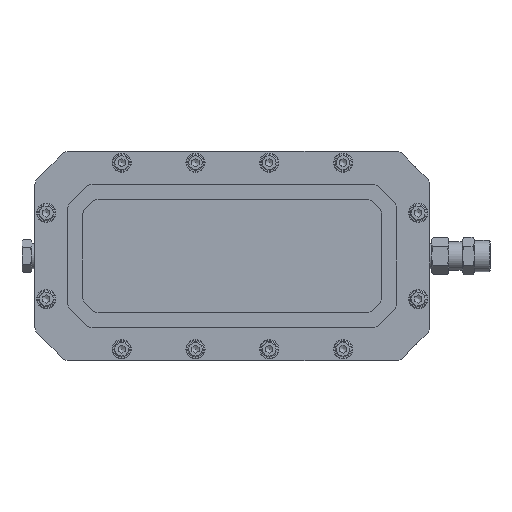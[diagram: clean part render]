
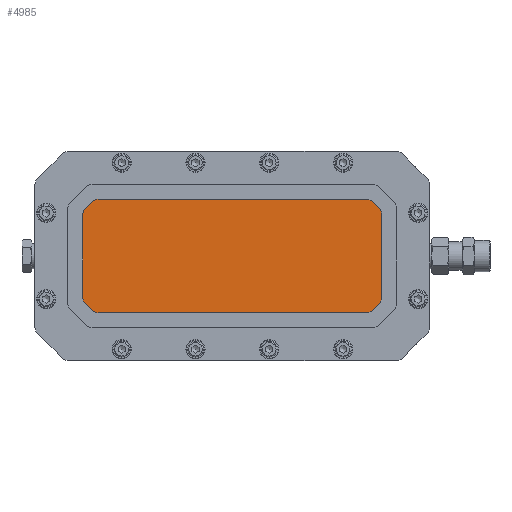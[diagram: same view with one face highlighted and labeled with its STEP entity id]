
A CAD part, top view. The second image highlights one B-rep face of the part: STEP entity #4985.
In plain terms, the highlighted planar face has unit normal (0, 0, 1).
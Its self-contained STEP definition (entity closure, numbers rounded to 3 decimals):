
#4985=ADVANCED_FACE('',(#5187),#5189,.F.);
#5187=FACE_OUTER_BOUND('',#5188,.T.);
#5188=EDGE_LOOP('',(#5904,#5905,#5906,#5907,#5908,#5909,#5910,#5911,#5912,#5913,
#5914,#5915,#5916,#5917,#5918,#5919));
#5189=PLANE('',#5190);
#5190=AXIS2_PLACEMENT_3D('',#5191,#5192,#5193);
#5191=CARTESIAN_POINT('',(0.,0.,-3.));
#5192=DIRECTION('',(-0.,0.,-1.));
#5193=DIRECTION('',(-1.,0.,0.));
#5904=ORIENTED_EDGE('',*,*,#6406,.T.);
#5905=ORIENTED_EDGE('',*,*,#6360,.T.);
#5906=ORIENTED_EDGE('',*,*,#6364,.T.);
#5907=ORIENTED_EDGE('',*,*,#6367,.T.);
#5908=ORIENTED_EDGE('',*,*,#6370,.T.);
#5909=ORIENTED_EDGE('',*,*,#6373,.T.);
#5910=ORIENTED_EDGE('',*,*,#6376,.T.);
#5911=ORIENTED_EDGE('',*,*,#6379,.T.);
#5912=ORIENTED_EDGE('',*,*,#6382,.T.);
#5913=ORIENTED_EDGE('',*,*,#6385,.T.);
#5914=ORIENTED_EDGE('',*,*,#6388,.T.);
#5915=ORIENTED_EDGE('',*,*,#6391,.T.);
#5916=ORIENTED_EDGE('',*,*,#6394,.T.);
#5917=ORIENTED_EDGE('',*,*,#6397,.T.);
#5918=ORIENTED_EDGE('',*,*,#6400,.T.);
#5919=ORIENTED_EDGE('',*,*,#6403,.T.);
#6360=EDGE_CURVE('',#6636,#6637,#6638,.T.);
#6364=EDGE_CURVE('',#6637,#6644,#6645,.F.);
#6367=EDGE_CURVE('',#6644,#6649,#6650,.F.);
#6370=EDGE_CURVE('',#6649,#6654,#6655,.F.);
#6373=EDGE_CURVE('',#6654,#6659,#6660,.T.);
#6376=EDGE_CURVE('',#6659,#6664,#6665,.T.);
#6379=EDGE_CURVE('',#6664,#6669,#6670,.F.);
#6382=EDGE_CURVE('',#6669,#6674,#6675,.F.);
#6385=EDGE_CURVE('',#6674,#6679,#6680,.T.);
#6388=EDGE_CURVE('',#6679,#6684,#6685,.F.);
#6391=EDGE_CURVE('',#6684,#6689,#6690,.F.);
#6394=EDGE_CURVE('',#6689,#6694,#6695,.F.);
#6397=EDGE_CURVE('',#6694,#6699,#6700,.T.);
#6400=EDGE_CURVE('',#6699,#6704,#6705,.T.);
#6403=EDGE_CURVE('',#6704,#6709,#6710,.F.);
#6406=EDGE_CURVE('',#6709,#6636,#6714,.F.);
#6636=VERTEX_POINT('',#7096);
#6637=VERTEX_POINT('',#7097);
#6638=LINE('',#7098,#7099);
#6644=VERTEX_POINT('',#7112);
#6645=CIRCLE('',#7113,7.);
#6649=VERTEX_POINT('',#7125);
#6650=LINE('',#7126,#7127);
#6654=VERTEX_POINT('',#7136);
#6655=CIRCLE('',#7137,7.);
#6659=VERTEX_POINT('',#7149);
#6660=LINE('',#7150,#7151);
#6664=VERTEX_POINT('',#7160);
#6665=CIRCLE('',#7161,7.);
#6669=VERTEX_POINT('',#7173);
#6670=LINE('',#7174,#7175);
#6674=VERTEX_POINT('',#7184);
#6675=CIRCLE('',#7185,7.);
#6679=VERTEX_POINT('',#7197);
#6680=LINE('',#7198,#7199);
#6684=VERTEX_POINT('',#7208);
#6685=CIRCLE('',#7209,7.);
#6689=VERTEX_POINT('',#7221);
#6690=LINE('',#7222,#7223);
#6694=VERTEX_POINT('',#7232);
#6695=CIRCLE('',#7233,7.);
#6699=VERTEX_POINT('',#7245);
#6700=LINE('',#7246,#7247);
#6704=VERTEX_POINT('',#7256);
#6705=CIRCLE('',#7257,7.);
#6709=VERTEX_POINT('',#7269);
#6710=LINE('',#7270,#7271);
#6714=CIRCLE('',#7280,7.);
#7096=CARTESIAN_POINT('',(112.101,47.5,-3.));
#7097=CARTESIAN_POINT('',(-112.101,47.5,-3.));
#7098=CARTESIAN_POINT('',(112.101,47.5,-3.));
#7099=VECTOR('',#7100,1.);
#7100=DIRECTION('',(-1.,0.,0.));
#7112=CARTESIAN_POINT('',(-117.05,45.45,-3.));
#7113=AXIS2_PLACEMENT_3D('',#7114,#7115,#7116);
#7114=CARTESIAN_POINT('',(-112.101,40.5,-3.));
#7115=DIRECTION('',(-0.,0.,-1.));
#7116=DIRECTION('',(-0.707,0.707,0.));
#7125=CARTESIAN_POINT('',(-122.95,39.55,-3.));
#7126=CARTESIAN_POINT('',(-122.95,39.55,-3.));
#7127=VECTOR('',#7128,1.);
#7128=DIRECTION('',(0.707,0.707,0.));
#7136=CARTESIAN_POINT('',(-125.,34.601,-3.));
#7137=AXIS2_PLACEMENT_3D('',#7138,#7139,#7140);
#7138=CARTESIAN_POINT('',(-118.,34.601,-3.));
#7139=DIRECTION('',(-0.,0.,-1.));
#7140=DIRECTION('',(-1.,0.,0.));
#7149=CARTESIAN_POINT('',(-125.,-34.601,-3.));
#7150=CARTESIAN_POINT('',(-125.,34.601,-3.));
#7151=VECTOR('',#7152,1.);
#7152=DIRECTION('',(0.,-1.,0.));
#7160=CARTESIAN_POINT('',(-122.95,-39.55,-3.));
#7161=AXIS2_PLACEMENT_3D('',#7162,#7163,#7164);
#7162=CARTESIAN_POINT('',(-118.,-34.601,-3.));
#7163=DIRECTION('',(0.,0.,1.));
#7164=DIRECTION('',(-1.,0.,0.));
#7173=CARTESIAN_POINT('',(-117.05,-45.45,-3.));
#7174=CARTESIAN_POINT('',(-117.05,-45.45,-3.));
#7175=VECTOR('',#7176,1.);
#7176=DIRECTION('',(-0.707,0.707,0.));
#7184=CARTESIAN_POINT('',(-112.101,-47.5,-3.));
#7185=AXIS2_PLACEMENT_3D('',#7186,#7187,#7188);
#7186=CARTESIAN_POINT('',(-112.101,-40.5,-3.));
#7187=DIRECTION('',(0.,-0.,-1.));
#7188=DIRECTION('',(0.,-1.,0.));
#7197=CARTESIAN_POINT('',(112.101,-47.5,-3.));
#7198=CARTESIAN_POINT('',(-112.101,-47.5,-3.));
#7199=VECTOR('',#7200,1.);
#7200=DIRECTION('',(1.,0.,0.));
#7208=CARTESIAN_POINT('',(117.05,-45.45,-3.));
#7209=AXIS2_PLACEMENT_3D('',#7210,#7211,#7212);
#7210=CARTESIAN_POINT('',(112.101,-40.5,-3.));
#7211=DIRECTION('',(0.,-0.,-1.));
#7212=DIRECTION('',(0.707,-0.707,0.));
#7221=CARTESIAN_POINT('',(122.95,-39.55,-3.));
#7222=CARTESIAN_POINT('',(122.95,-39.55,-3.));
#7223=VECTOR('',#7224,1.);
#7224=DIRECTION('',(-0.707,-0.707,0.));
#7232=CARTESIAN_POINT('',(125.,-34.601,-3.));
#7233=AXIS2_PLACEMENT_3D('',#7234,#7235,#7236);
#7234=CARTESIAN_POINT('',(118.,-34.601,-3.));
#7235=DIRECTION('',(0.,-0.,-1.));
#7236=DIRECTION('',(1.,0.,0.));
#7245=CARTESIAN_POINT('',(125.,34.601,-3.));
#7246=CARTESIAN_POINT('',(125.,-34.601,-3.));
#7247=VECTOR('',#7248,1.);
#7248=DIRECTION('',(0.,1.,0.));
#7256=CARTESIAN_POINT('',(122.95,39.55,-3.));
#7257=AXIS2_PLACEMENT_3D('',#7258,#7259,#7260);
#7258=CARTESIAN_POINT('',(118.,34.601,-3.));
#7259=DIRECTION('',(0.,-0.,1.));
#7260=DIRECTION('',(1.,0.,0.));
#7269=CARTESIAN_POINT('',(117.05,45.45,-3.));
#7270=CARTESIAN_POINT('',(117.05,45.45,-3.));
#7271=VECTOR('',#7272,1.);
#7272=DIRECTION('',(0.707,-0.707,0.));
#7280=AXIS2_PLACEMENT_3D('',#7281,#7282,#7283);
#7281=CARTESIAN_POINT('',(112.101,40.5,-3.));
#7282=DIRECTION('',(-0.,0.,-1.));
#7283=DIRECTION('',(0.,1.,0.));
